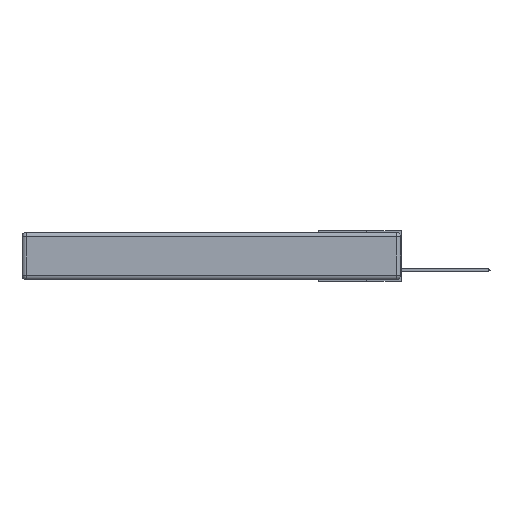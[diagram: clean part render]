
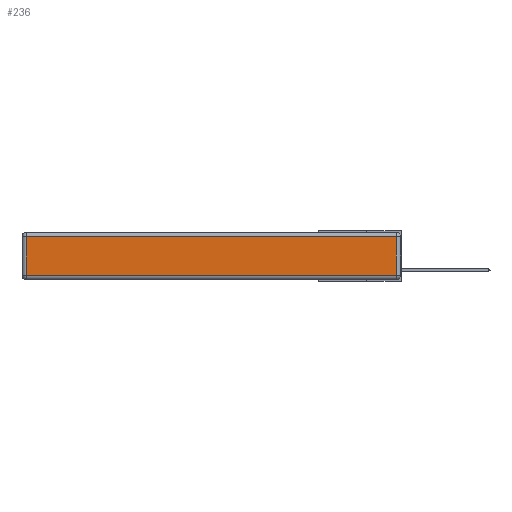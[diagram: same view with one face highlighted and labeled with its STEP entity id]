
A CAD part, left-side view. The second image highlights one B-rep face of the part: STEP entity #236.
In plain terms, the highlighted planar face has unit normal (-1, 0, 0).
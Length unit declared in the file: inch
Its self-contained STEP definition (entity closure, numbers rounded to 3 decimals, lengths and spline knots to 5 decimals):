
#236 = ADVANCED_FACE ( 'NONE', ( #5712 ), #332, .T. ) ;
#332 = PLANE ( 'NONE',  #8572 ) ;
#556 = VERTEX_POINT ( 'NONE', #9905 ) ;
#1673 = ORIENTED_EDGE ( 'NONE', *, *, #7259, .T. ) ;
#1944 = EDGE_CURVE ( 'NONE', #10351, #14005, #9808, .T. ) ;
#2130 = DIRECTION ( 'NONE',  ( 0., 0., 1. ) ) ;
#2460 = DIRECTION ( 'NONE',  ( 0., 0., 1. ) ) ;
#2589 = CARTESIAN_POINT ( 'NONE',  ( 0., 0.03, -0.03 ) ) ;
#3073 = DIRECTION ( 'NONE',  ( 0., 0., -1. ) ) ;
#3185 = EDGE_CURVE ( 'NONE', #9777, #10351, #9101, .T. ) ;
#3350 = CARTESIAN_POINT ( 'NONE',  ( 0., 2.72, -0.343 ) ) ;
#5070 = ORIENTED_EDGE ( 'NONE', *, *, #3185, .T. ) ;
#5705 = DIRECTION ( 'NONE',  ( 0., 1., 0. ) ) ;
#5712 = FACE_OUTER_BOUND ( 'NONE', #11697, .T. ) ;
#6273 = LINE ( 'NONE', #6881, #12175 ) ;
#6804 = CARTESIAN_POINT ( 'NONE',  ( 0., 0., -0.343 ) ) ;
#6881 = CARTESIAN_POINT ( 'NONE',  ( 0., 0., -0.313 ) ) ;
#7159 = EDGE_CURVE ( 'NONE', #14005, #556, #8857, .T. ) ;
#7259 = EDGE_CURVE ( 'NONE', #556, #9777, #6273, .T. ) ;
#7672 = CARTESIAN_POINT ( 'NONE',  ( 0., 0.03, -0.343 ) ) ;
#8572 = AXIS2_PLACEMENT_3D ( 'NONE', #6804, #9036, #2460 ) ;
#8857 = LINE ( 'NONE', #3350, #10953 ) ;
#9036 = DIRECTION ( 'NONE',  ( -1., 0., 0. ) ) ;
#9101 = LINE ( 'NONE', #7672, #10900 ) ;
#9359 = ORIENTED_EDGE ( 'NONE', *, *, #1944, .T. ) ;
#9487 = CARTESIAN_POINT ( 'NONE',  ( 0., 2.75, -0.03 ) ) ;
#9560 = ORIENTED_EDGE ( 'NONE', *, *, #7159, .T. ) ;
#9777 = VERTEX_POINT ( 'NONE', #12810 ) ;
#9808 = LINE ( 'NONE', #9487, #10151 ) ;
#9905 = CARTESIAN_POINT ( 'NONE',  ( 0., 2.72, -0.313 ) ) ;
#10151 = VECTOR ( 'NONE', #5705, 39.37008 ) ;
#10351 = VERTEX_POINT ( 'NONE', #2589 ) ;
#10900 = VECTOR ( 'NONE', #2130, 39.37008 ) ;
#10953 = VECTOR ( 'NONE', #3073, 39.37008 ) ;
#11697 = EDGE_LOOP ( 'NONE', ( #1673, #5070, #9359, #9560 ) ) ;
#12175 = VECTOR ( 'NONE', #13505, 39.37008 ) ;
#12223 = CARTESIAN_POINT ( 'NONE',  ( 0., 2.72, -0.03 ) ) ;
#12810 = CARTESIAN_POINT ( 'NONE',  ( 0., 0.03, -0.313 ) ) ;
#13505 = DIRECTION ( 'NONE',  ( 0., -1., 0. ) ) ;
#14005 = VERTEX_POINT ( 'NONE', #12223 ) ;
